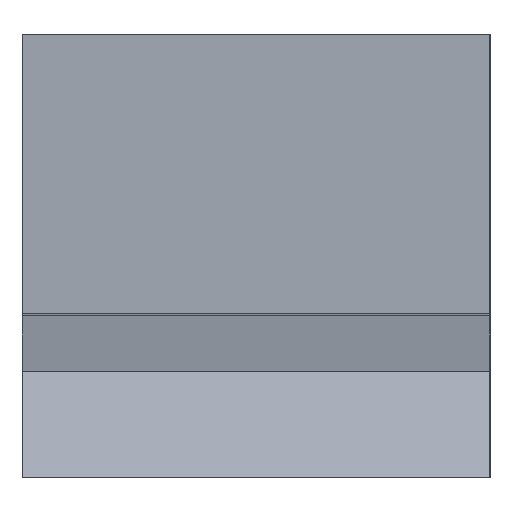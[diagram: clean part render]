
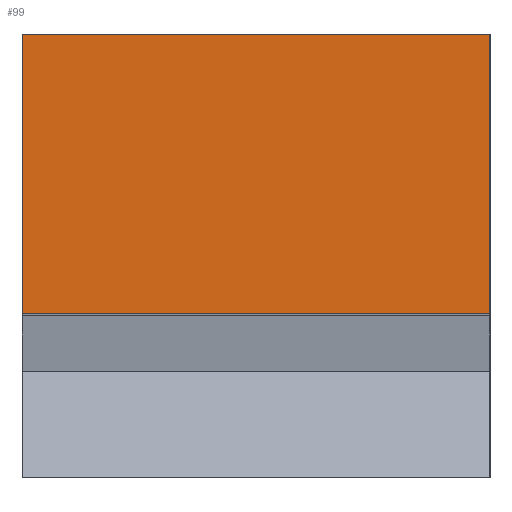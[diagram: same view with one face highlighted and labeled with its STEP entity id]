
A CAD part, left-side view. The second image highlights one B-rep face of the part: STEP entity #99.
In plain terms, the highlighted planar face has unit normal (-1, 0, 0).
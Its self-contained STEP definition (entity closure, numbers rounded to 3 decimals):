
#99=ADVANCED_FACE('',(#183),#1135,.T.);
#183=FACE_OUTER_BOUND('',#267,.T.);
#267=EDGE_LOOP('',(#528,#529,#530,#531));
#528=ORIENTED_EDGE('',*,*,#745,.T.);
#529=ORIENTED_EDGE('',*,*,#739,.F.);
#530=ORIENTED_EDGE('',*,*,#747,.F.);
#531=ORIENTED_EDGE('',*,*,#743,.F.);
#739=EDGE_CURVE('',#1039,#1037,#907,.T.);
#743=EDGE_CURVE('',#1041,#1043,#911,.T.);
#745=EDGE_CURVE('',#1041,#1037,#913,.T.);
#747=EDGE_CURVE('',#1043,#1039,#915,.T.);
#907=B_SPLINE_CURVE_WITH_KNOTS('',1,(#1784,#1785),.UNSPECIFIED.,.F.,.F.,
(2,2),(3910.877,5214.503),.UNSPECIFIED.);
#911=B_SPLINE_CURVE_WITH_KNOTS('',1,(#1792,#1793),.UNSPECIFIED.,.F.,.F.,
(2,2),(-5214.503,-3910.877),.UNSPECIFIED.);
#913=B_SPLINE_CURVE_WITH_KNOTS('',1,(#1796,#1797),.UNSPECIFIED.,.F.,.F.,
(2,2),(180.113,1062.274),.UNSPECIFIED.);
#915=B_SPLINE_CURVE_WITH_KNOTS('',1,(#1800,#1801),.UNSPECIFIED.,.F.,.F.,
(2,2),(180.113,1062.274),.UNSPECIFIED.);
#1037=VERTEX_POINT('',#1771);
#1039=VERTEX_POINT('',#1773);
#1041=VERTEX_POINT('',#1775);
#1043=VERTEX_POINT('',#1777);
#1135=PLANE('',#1307);
#1307=AXIS2_PLACEMENT_3D('',#1769,#1394,$);
#1394=DIRECTION('',(-1.,0.,0.));
#1769=CARTESIAN_POINT('',(0.,4745.464,189.884));
#1771=CARTESIAN_POINT('',(0.,3745.464,910.116));
#1773=CARTESIAN_POINT('',(0.,4745.464,910.116));
#1775=CARTESIAN_POINT('',(0.,3745.464,312.002));
#1777=CARTESIAN_POINT('',(0.,4745.464,312.002));
#1784=CARTESIAN_POINT('',(0.,4745.464,910.116));
#1785=CARTESIAN_POINT('',(0.,3745.464,910.116));
#1792=CARTESIAN_POINT('',(0.,3745.464,312.002));
#1793=CARTESIAN_POINT('',(0.,4745.464,312.002));
#1796=CARTESIAN_POINT('',(0.,3745.464,312.002));
#1797=CARTESIAN_POINT('',(0.,3745.464,910.116));
#1800=CARTESIAN_POINT('',(0.,4745.464,312.002));
#1801=CARTESIAN_POINT('',(0.,4745.464,910.116));
